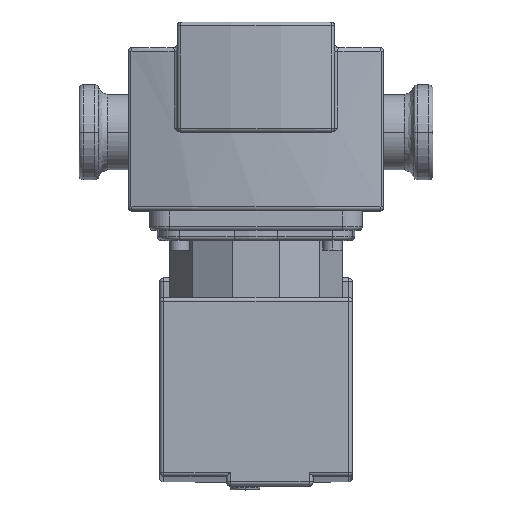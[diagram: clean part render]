
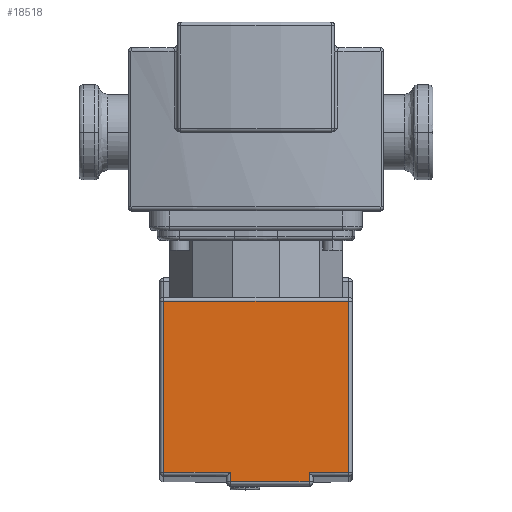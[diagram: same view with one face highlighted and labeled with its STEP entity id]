
A CAD part, top view. The second image highlights one B-rep face of the part: STEP entity #18518.
In plain terms, the highlighted planar face has unit normal (0, 0, 1).
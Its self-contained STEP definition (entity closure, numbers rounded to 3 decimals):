
#15969=CARTESIAN_POINT('',(137.,-86.,89.));
#15970=VERTEX_POINT('',#15969);
#16004=CARTESIAN_POINT('',(43.,-86.0,89.));
#16005=VERTEX_POINT('',#16004);
#16206=CARTESIAN_POINT('',(43.,-86.0,89.));
#16207=DIRECTION('',(1.0,0.0,0.0));
#16208=VECTOR('',#16207,94.0);
#16209=LINE('',#16206,#16208);
#16210=EDGE_CURVE('',#16005,#15970,#16209,.T.);
#17755=CARTESIAN_POINT('',(43.,-173.122,89.));
#17756=VERTEX_POINT('',#17755);
#17812=CARTESIAN_POINT('',(77.,-173.122,89.));
#17813=VERTEX_POINT('',#17812);
#17814=CARTESIAN_POINT('',(77.,-173.122,89.));
#17815=DIRECTION('',(-1.0,0.0,0.0));
#17816=VECTOR('',#17815,34.);
#17817=LINE('',#17814,#17816);
#17818=EDGE_CURVE('',#17813,#17756,#17817,.T.);
#17844=CARTESIAN_POINT('',(137.,-173.122,89.));
#17845=VERTEX_POINT('',#17844);
#17886=CARTESIAN_POINT('',(117.,-173.122,89.));
#17887=VERTEX_POINT('',#17886);
#17888=CARTESIAN_POINT('',(137.,-173.122,89.));
#17889=DIRECTION('',(-1.0,0.0,0.0));
#17890=VECTOR('',#17889,20.);
#17891=LINE('',#17888,#17890);
#17892=EDGE_CURVE('',#17845,#17887,#17891,.T.);
#17951=CARTESIAN_POINT('',(77.,-178.0,89.));
#17952=VERTEX_POINT('',#17951);
#18008=CARTESIAN_POINT('',(117.,-178.0,89.));
#18009=VERTEX_POINT('',#18008);
#18066=CARTESIAN_POINT('',(117.,-173.122,89.));
#18067=DIRECTION('',(0.0,-1.0,0.0));
#18068=VECTOR('',#18067,4.878);
#18069=LINE('',#18066,#18068);
#18070=EDGE_CURVE('',#17887,#18009,#18069,.T.);
#18128=CARTESIAN_POINT('',(117.,-178.0,89.));
#18129=DIRECTION('',(-1.0,0.0,0.0));
#18130=VECTOR('',#18129,40.0);
#18131=LINE('',#18128,#18130);
#18132=EDGE_CURVE('',#18009,#17952,#18131,.T.);
#18212=CARTESIAN_POINT('',(77.,-178.0,89.));
#18213=DIRECTION('',(0.0,1.0,0.0));
#18214=VECTOR('',#18213,4.878);
#18215=LINE('',#18212,#18214);
#18216=EDGE_CURVE('',#17952,#17813,#18215,.T.);
#18352=CARTESIAN_POINT('',(137.,-86.,89.));
#18353=DIRECTION('',(0.0,-1.0,0.0));
#18354=VECTOR('',#18353,87.122);
#18355=LINE('',#18352,#18354);
#18356=EDGE_CURVE('',#15970,#17845,#18355,.T.);
#18407=CARTESIAN_POINT('',(43.,-173.122,89.));
#18408=DIRECTION('',(0.0,1.0,0.0));
#18409=VECTOR('',#18408,87.122);
#18410=LINE('',#18407,#18409);
#18411=EDGE_CURVE('',#17756,#16005,#18410,.T.);
#18503=CARTESIAN_POINT('',(90.,-153.5,89.));
#18504=DIRECTION('',(0.0,0.0,1.0));
#18505=DIRECTION('',(-1.0,0.0,0.0));
#18506=AXIS2_PLACEMENT_3D('',#18503,#18504,#18505);
#18507=PLANE('',#18506);
#18508=ORIENTED_EDGE('',*,*,#18411,.F.);
#18509=ORIENTED_EDGE('',*,*,#17818,.F.);
#18510=ORIENTED_EDGE('',*,*,#18216,.F.);
#18511=ORIENTED_EDGE('',*,*,#18132,.F.);
#18512=ORIENTED_EDGE('',*,*,#18070,.F.);
#18513=ORIENTED_EDGE('',*,*,#17892,.F.);
#18514=ORIENTED_EDGE('',*,*,#18356,.F.);
#18515=ORIENTED_EDGE('',*,*,#16210,.F.);
#18516=EDGE_LOOP('',(#18508,#18509,#18510,#18511,#18512,#18513,#18514,#18515));
#18517=FACE_OUTER_BOUND('',#18516,.T.);
#18518=ADVANCED_FACE('',(#18517),#18507,.T.);
